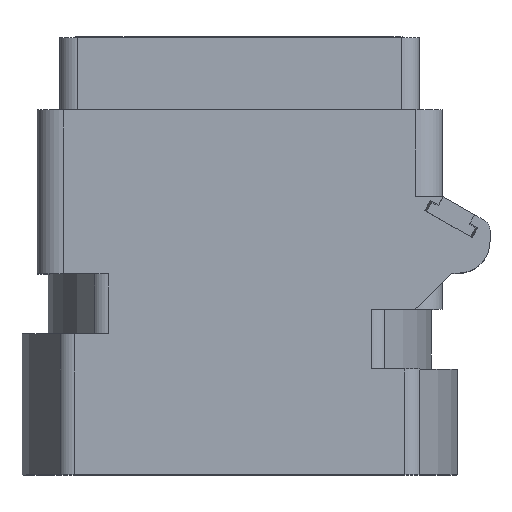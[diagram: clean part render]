
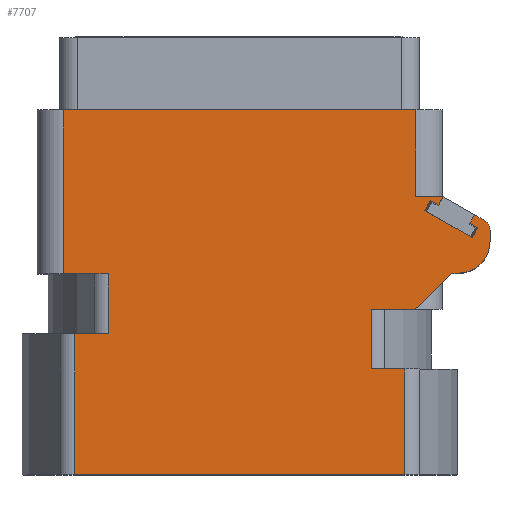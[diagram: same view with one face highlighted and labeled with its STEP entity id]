
A CAD part, top view. The second image highlights one B-rep face of the part: STEP entity #7707.
In plain terms, the highlighted planar face has unit normal (0, 0, 1).
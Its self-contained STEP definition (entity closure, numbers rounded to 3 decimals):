
#947=DIRECTION('',(0.866,-0.5,0.));
#948=VECTOR('',#947,0.525);
#949=CARTESIAN_POINT('',(10.825,15.563,7.5));
#950=LINE('',#949,#948);
#951=DIRECTION('',(0.866,-0.5,0.));
#952=VECTOR('',#951,3.1);
#953=CARTESIAN_POINT('',(10.5,15.,7.5));
#954=LINE('',#953,#952);
#955=DIRECTION('',(0.866,-0.5,0.));
#956=VECTOR('',#955,0.525);
#957=CARTESIAN_POINT('',(13.055,14.275,7.5));
#958=LINE('',#957,#956);
#959=DIRECTION('',(0.5,0.866,0.));
#960=VECTOR('',#959,0.55);
#961=CARTESIAN_POINT('',(13.055,14.275,7.5));
#962=LINE('',#961,#960);
#963=DIRECTION('',(0.866,-0.5,0.));
#964=VECTOR('',#963,0.629);
#965=CARTESIAN_POINT('',(13.33,14.752,7.5));
#966=LINE('',#965,#964);
#967=CARTESIAN_POINT('',(13.55,13.874,7.5));
#968=DIRECTION('',(0.,0.,1.));
#969=DIRECTION('',(1.,0.,0.));
#970=AXIS2_PLACEMENT_3D('',#967,#968,#969);
#972=DIRECTION('',(0.,-1.,0.));
#973=VECTOR('',#972,0.637);
#974=CARTESIAN_POINT('',(14.2,13.874,7.5));
#975=LINE('',#974,#973);
#976=CARTESIAN_POINT('',(12.4,13.237,7.5));
#977=DIRECTION('',(0.,0.,1.));
#978=DIRECTION('',(0.,-1.,0.));
#979=AXIS2_PLACEMENT_3D('',#976,#977,#978);
#981=DIRECTION('',(-1.,0.,0.));
#982=VECTOR('',#981,0.368);
#983=CARTESIAN_POINT('',(12.4,11.437,7.5));
#984=LINE('',#983,#982);
#985=DIRECTION('',(1.,0.,0.));
#986=VECTOR('',#985,18.731);
#987=CARTESIAN_POINT('',(-9.365,0.,7.5));
#988=LINE('',#987,#986);
#989=DIRECTION('',(-1.,0.,0.));
#990=VECTOR('',#989,20.);
#991=CARTESIAN_POINT('',(10.,20.7,7.5));
#992=LINE('',#991,#990);
#993=DIRECTION('',(0.,-1.,0.));
#994=VECTOR('',#993,4.892);
#995=CARTESIAN_POINT('',(10.,20.7,7.5));
#996=LINE('',#995,#994);
#997=DIRECTION('',(1.,0.,0.));
#998=VECTOR('',#997,1.5);
#999=CARTESIAN_POINT('',(10.,15.808,7.5));
#1000=LINE('',#999,#998);
#1001=DIRECTION('',(0.866,-0.5,0.));
#1002=VECTOR('',#1001,0.063);
#1003=CARTESIAN_POINT('',(11.5,15.808,7.5));
#1004=LINE('',#1003,#1002);
#1005=DIRECTION('',(-0.5,-0.866,0.));
#1006=VECTOR('',#1005,0.55);
#1007=CARTESIAN_POINT('',(11.555,15.777,7.5));
#1008=LINE('',#1007,#1006);
#1053=DIRECTION('',(-0.5,-0.866,0.));
#1054=VECTOR('',#1053,0.65);
#1055=CARTESIAN_POINT('',(13.51,14.013,7.5));
#1056=LINE('',#1055,#1054);
#1065=DIRECTION('',(0.5,0.866,0.));
#1066=VECTOR('',#1065,0.65);
#1067=CARTESIAN_POINT('',(10.5,15.,7.5));
#1068=LINE('',#1067,#1066);
#1089=DIRECTION('',(0.707,0.707,0.));
#1090=VECTOR('',#1089,2.874);
#1091=CARTESIAN_POINT('',(10.,9.405,7.5));
#1092=LINE('',#1091,#1090);
#1152=DIRECTION('',(1.,0.,0.));
#1153=VECTOR('',#1152,2.533);
#1154=CARTESIAN_POINT('',(7.467,9.4,7.5));
#1155=LINE('',#1154,#1153);
#1192=DIRECTION('',(-1.,0.,0.));
#1193=VECTOR('',#1192,1.898);
#1194=CARTESIAN_POINT('',(9.365,6.,7.5));
#1195=LINE('',#1194,#1193);
#1196=DIRECTION('',(0.,1.,0.));
#1197=VECTOR('',#1196,3.4);
#1198=CARTESIAN_POINT('',(7.467,6.,7.5));
#1199=LINE('',#1198,#1197);
#1242=DIRECTION('',(0.,1.,0.));
#1243=VECTOR('',#1242,6.);
#1244=CARTESIAN_POINT('',(9.365,0.,7.5));
#1245=LINE('',#1244,#1243);
#1287=DIRECTION('',(-1.,0.,0.));
#1288=VECTOR('',#1287,1.898);
#1289=CARTESIAN_POINT('',(-7.467,8.,7.5));
#1290=LINE('',#1289,#1288);
#1327=DIRECTION('',(1.,0.,0.));
#1328=VECTOR('',#1327,2.533);
#1329=CARTESIAN_POINT('',(-10.,11.4,7.5));
#1330=LINE('',#1329,#1328);
#1331=DIRECTION('',(0.,-1.,0.));
#1332=VECTOR('',#1331,3.4);
#1333=CARTESIAN_POINT('',(-7.467,11.4,7.5));
#1334=LINE('',#1333,#1332);
#1367=DIRECTION('',(0.,-1.,0.));
#1368=VECTOR('',#1367,9.3);
#1369=CARTESIAN_POINT('',(-10.,20.7,7.5));
#1370=LINE('',#1369,#1368);
#1385=DIRECTION('',(0.,-1.,0.));
#1386=VECTOR('',#1385,8.);
#1387=CARTESIAN_POINT('',(-9.365,8.,7.5));
#1388=LINE('',#1387,#1386);
#1403=DIRECTION('',(0.,1.,0.));
#1404=VECTOR('',#1403,0.005);
#1405=CARTESIAN_POINT('',(10.,9.4,7.5));
#1406=LINE('',#1405,#1404);
#5333=CARTESIAN_POINT('',(14.2,13.874,7.5));
#5334=CARTESIAN_POINT('',(13.875,14.437,7.5));
#5335=VERTEX_POINT('',#5333);
#5336=VERTEX_POINT('',#5334);
#5341=CARTESIAN_POINT('',(13.33,14.752,7.5));
#5342=VERTEX_POINT('',#5341);
#5349=CARTESIAN_POINT('',(-10.,20.7,7.5));
#5350=CARTESIAN_POINT('',(-10.,11.4,7.5));
#5351=VERTEX_POINT('',#5349);
#5352=VERTEX_POINT('',#5350);
#5365=CARTESIAN_POINT('',(10.,9.4,7.5));
#5366=CARTESIAN_POINT('',(10.,9.405,7.5));
#5367=VERTEX_POINT('',#5365);
#5368=VERTEX_POINT('',#5366);
#5381=CARTESIAN_POINT('',(12.032,11.437,7.5));
#5382=VERTEX_POINT('',#5381);
#5385=CARTESIAN_POINT('',(7.467,6.,7.5));
#5386=CARTESIAN_POINT('',(7.467,9.4,7.5));
#5387=VERTEX_POINT('',#5385);
#5388=VERTEX_POINT('',#5386);
#5393=CARTESIAN_POINT('',(9.365,0.,7.5));
#5394=CARTESIAN_POINT('',(9.365,6.,7.5));
#5395=VERTEX_POINT('',#5393);
#5396=VERTEX_POINT('',#5394);
#5417=CARTESIAN_POINT('',(-9.365,8.,7.5));
#5418=CARTESIAN_POINT('',(-9.365,0.,7.5));
#5419=VERTEX_POINT('',#5417);
#5420=VERTEX_POINT('',#5418);
#5425=CARTESIAN_POINT('',(-7.467,11.4,7.5));
#5426=CARTESIAN_POINT('',(-7.467,8.,7.5));
#5427=VERTEX_POINT('',#5425);
#5428=VERTEX_POINT('',#5426);
#5455=CARTESIAN_POINT('',(10.,15.808,7.5));
#5456=CARTESIAN_POINT('',(11.5,15.808,7.5));
#5457=VERTEX_POINT('',#5455);
#5458=VERTEX_POINT('',#5456);
#5459=CARTESIAN_POINT('',(10.,20.7,7.5));
#5460=VERTEX_POINT('',#5459);
#5557=CARTESIAN_POINT('',(12.4,11.437,7.5));
#5558=CARTESIAN_POINT('',(14.2,13.237,7.5));
#5559=VERTEX_POINT('',#5557);
#5560=VERTEX_POINT('',#5558);
#5565=CARTESIAN_POINT('',(11.555,15.777,7.5));
#5566=VERTEX_POINT('',#5565);
#5569=CARTESIAN_POINT('',(10.5,15.,7.5));
#5571=VERTEX_POINT('',#5569);
#5574=CARTESIAN_POINT('',(13.185,13.45,7.5));
#5576=VERTEX_POINT('',#5574);
#5585=CARTESIAN_POINT('',(10.825,15.563,7.5));
#5586=CARTESIAN_POINT('',(11.28,15.3,7.5));
#5587=VERTEX_POINT('',#5585);
#5588=VERTEX_POINT('',#5586);
#5589=CARTESIAN_POINT('',(13.055,14.275,7.5));
#5590=CARTESIAN_POINT('',(13.51,14.013,7.5));
#5591=VERTEX_POINT('',#5589);
#5592=VERTEX_POINT('',#5590);
#7650=CARTESIAN_POINT('',(0.,0.,7.5));
#7651=DIRECTION('',(0.,0.,1.));
#7652=DIRECTION('',(1.,0.,0.));
#7653=AXIS2_PLACEMENT_3D('',#7650,#7651,#7652);
#7654=PLANE('',#7653);
#7656=ORIENTED_EDGE('',*,*,#7655,.F.);
#7658=ORIENTED_EDGE('',*,*,#7657,.F.);
#7660=ORIENTED_EDGE('',*,*,#7659,.T.);
#7662=ORIENTED_EDGE('',*,*,#7661,.F.);
#7664=ORIENTED_EDGE('',*,*,#7663,.F.);
#7666=ORIENTED_EDGE('',*,*,#7665,.T.);
#7667=ORIENTED_EDGE('',*,*,#7568,.T.);
#7668=ORIENTED_EDGE('',*,*,#7616,.F.);
#7669=ORIENTED_EDGE('',*,*,#7629,.T.);
#7670=ORIENTED_EDGE('',*,*,#7641,.F.);
#7672=ORIENTED_EDGE('',*,*,#7671,.T.);
#7674=ORIENTED_EDGE('',*,*,#7673,.F.);
#7676=ORIENTED_EDGE('',*,*,#7675,.F.);
#7678=ORIENTED_EDGE('',*,*,#7677,.F.);
#7680=ORIENTED_EDGE('',*,*,#7679,.F.);
#7682=ORIENTED_EDGE('',*,*,#7681,.F.);
#7684=ORIENTED_EDGE('',*,*,#7683,.F.);
#7686=ORIENTED_EDGE('',*,*,#7685,.F.);
#7688=ORIENTED_EDGE('',*,*,#7687,.F.);
#7690=ORIENTED_EDGE('',*,*,#7689,.F.);
#7692=ORIENTED_EDGE('',*,*,#7691,.F.);
#7694=ORIENTED_EDGE('',*,*,#7693,.F.);
#7696=ORIENTED_EDGE('',*,*,#7695,.F.);
#7697=ORIENTED_EDGE('',*,*,#7368,.F.);
#7699=ORIENTED_EDGE('',*,*,#7698,.T.);
#7701=ORIENTED_EDGE('',*,*,#7700,.T.);
#7702=ORIENTED_EDGE('',*,*,#7576,.T.);
#7704=ORIENTED_EDGE('',*,*,#7703,.T.);
#7705=EDGE_LOOP('',(#7656,#7658,#7660,#7662,#7664,#7666,#7667,#7668,#7669,#7670,
#7672,#7674,#7676,#7678,#7680,#7682,#7684,#7686,#7688,#7690,#7692,#7694,#7696,
#7697,#7699,#7701,#7702,#7704));
#7706=FACE_OUTER_BOUND('',#7705,.F.);
#7707=ADVANCED_FACE('',(#7706),#7654,.T.);
#971=CIRCLE('',#970,0.65);
#980=CIRCLE('',#979,1.8);
#7368=EDGE_CURVE('',#5460,#5351,#992,.T.);
#7568=EDGE_CURVE('',#5342,#5336,#966,.T.);
#7576=EDGE_CURVE('',#5458,#5566,#1004,.T.);
#7616=EDGE_CURVE('',#5335,#5336,#971,.T.);
#7629=EDGE_CURVE('',#5335,#5560,#975,.T.);
#7641=EDGE_CURVE('',#5559,#5560,#980,.T.);
#7655=EDGE_CURVE('',#5587,#5588,#950,.T.);
#7657=EDGE_CURVE('',#5571,#5587,#1068,.T.);
#7659=EDGE_CURVE('',#5571,#5576,#954,.T.);
#7661=EDGE_CURVE('',#5592,#5576,#1056,.T.);
#7663=EDGE_CURVE('',#5591,#5592,#958,.T.);
#7665=EDGE_CURVE('',#5591,#5342,#962,.T.);
#7671=EDGE_CURVE('',#5559,#5382,#984,.T.);
#7673=EDGE_CURVE('',#5368,#5382,#1092,.T.);
#7675=EDGE_CURVE('',#5367,#5368,#1406,.T.);
#7677=EDGE_CURVE('',#5388,#5367,#1155,.T.);
#7679=EDGE_CURVE('',#5387,#5388,#1199,.T.);
#7681=EDGE_CURVE('',#5396,#5387,#1195,.T.);
#7683=EDGE_CURVE('',#5395,#5396,#1245,.T.);
#7685=EDGE_CURVE('',#5420,#5395,#988,.T.);
#7687=EDGE_CURVE('',#5419,#5420,#1388,.T.);
#7689=EDGE_CURVE('',#5428,#5419,#1290,.T.);
#7691=EDGE_CURVE('',#5427,#5428,#1334,.T.);
#7693=EDGE_CURVE('',#5352,#5427,#1330,.T.);
#7695=EDGE_CURVE('',#5351,#5352,#1370,.T.);
#7698=EDGE_CURVE('',#5460,#5457,#996,.T.);
#7700=EDGE_CURVE('',#5457,#5458,#1000,.T.);
#7703=EDGE_CURVE('',#5566,#5588,#1008,.T.);
